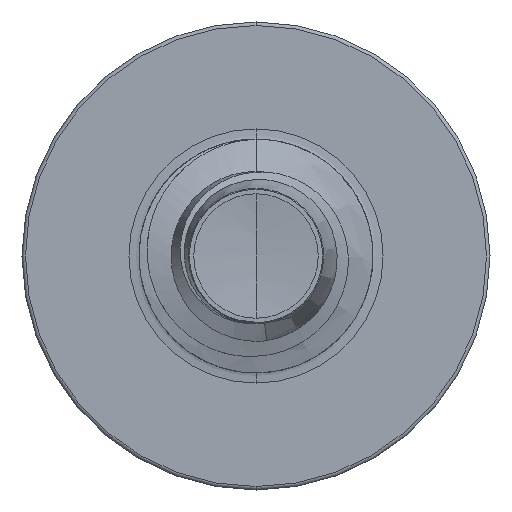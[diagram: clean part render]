
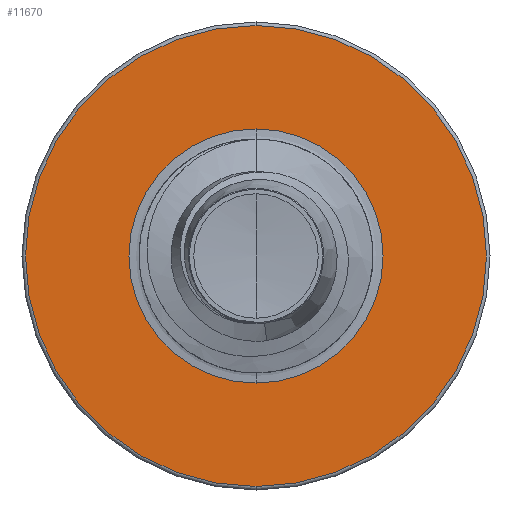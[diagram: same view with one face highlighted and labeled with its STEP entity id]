
A CAD part, front view. The second image highlights one B-rep face of the part: STEP entity #11670.
In plain terms, the highlighted planar face has unit normal (0, -1, 0).
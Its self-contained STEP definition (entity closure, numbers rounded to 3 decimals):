
#321 = AXIS2_PLACEMENT_3D ( 'NONE', #4312, #4284, #4262 ) ;
#822 = DIRECTION ( 'NONE',  ( 0., 0., 1. ) ) ;
#849 = DIRECTION ( 'NONE',  ( 0., 1., 0. ) ) ;
#855 = CARTESIAN_POINT ( 'NONE',  ( 0., 6., 0. ) ) ;
#885 = DIRECTION ( 'NONE',  ( 0., 0., 1. ) ) ;
#893 = DIRECTION ( 'NONE',  ( 0., 1., 0. ) ) ;
#910 = CARTESIAN_POINT ( 'NONE',  ( 0., 6., 0. ) ) ;
#927 = AXIS2_PLACEMENT_3D ( 'NONE', #11132, #11118, #11113 ) ;
#1354 = CIRCLE ( 'NONE', #927, 1.97 ) ;
#1969 = CARTESIAN_POINT ( 'NONE',  ( 0., 6., -1.086 ) ) ;
#2188 = CIRCLE ( 'NONE', #6913, 1.086 ) ;
#3964 = FACE_BOUND ( 'NONE', #12042, .T. ) ;
#4100 = DIRECTION ( 'NONE',  ( 0., 0., 1. ) ) ;
#4122 = DIRECTION ( 'NONE',  ( 0., 1., 0. ) ) ;
#4223 = CARTESIAN_POINT ( 'NONE',  ( 0., 6., -1.086 ) ) ;
#4262 = DIRECTION ( 'NONE',  ( 0., 0., 1. ) ) ;
#4284 = DIRECTION ( 'NONE',  ( 0., 1., 0. ) ) ;
#4312 = CARTESIAN_POINT ( 'NONE',  ( 0., 6., 0. ) ) ;
#4410 = PLANE ( 'NONE',  #14599 ) ;
#4659 = CARTESIAN_POINT ( 'NONE',  ( 0., 6., -1.97 ) ) ;
#5880 = CARTESIAN_POINT ( 'NONE',  ( 0., 6., 1.97 ) ) ;
#6269 = EDGE_CURVE ( 'NONE', #12353, #14534, #1354, .T. ) ;
#6474 = VERTEX_POINT ( 'NONE', #10416 ) ;
#6913 = AXIS2_PLACEMENT_3D ( 'NONE', #855, #849, #822 ) ;
#8135 = AXIS2_PLACEMENT_3D ( 'NONE', #910, #893, #885 ) ;
#9096 = EDGE_CURVE ( 'NONE', #6474, #14829, #15586, .T. ) ;
#10046 = ORIENTED_EDGE ( 'NONE', *, *, #12090, .T. ) ;
#10086 = EDGE_CURVE ( 'NONE', #14534, #12353, #15737, .T. ) ;
#10416 = CARTESIAN_POINT ( 'NONE',  ( 0., 6., 1.086 ) ) ;
#10780 = ORIENTED_EDGE ( 'NONE', *, *, #9096, .T. ) ;
#11113 = DIRECTION ( 'NONE',  ( 0., 0., 1. ) ) ;
#11118 = DIRECTION ( 'NONE',  ( 0., 1., 0. ) ) ;
#11132 = CARTESIAN_POINT ( 'NONE',  ( 0., 6., 0. ) ) ;
#11670 = ADVANCED_FACE ( 'NONE', ( #11842, #3964 ), #4410, .F. ) ;
#11842 = FACE_OUTER_BOUND ( 'NONE', #15851, .T. ) ;
#12042 = EDGE_LOOP ( 'NONE', ( #10780, #10046 ) ) ;
#12090 = EDGE_CURVE ( 'NONE', #14829, #6474, #2188, .T. ) ;
#12353 = VERTEX_POINT ( 'NONE', #5880 ) ;
#13816 = ORIENTED_EDGE ( 'NONE', *, *, #10086, .F. ) ;
#14534 = VERTEX_POINT ( 'NONE', #4659 ) ;
#14599 = AXIS2_PLACEMENT_3D ( 'NONE', #4223, #4122, #4100 ) ;
#14829 = VERTEX_POINT ( 'NONE', #1969 ) ;
#15586 = CIRCLE ( 'NONE', #321, 1.086 ) ;
#15737 = CIRCLE ( 'NONE', #8135, 1.97 ) ;
#15851 = EDGE_LOOP ( 'NONE', ( #16236, #13816 ) ) ;
#16236 = ORIENTED_EDGE ( 'NONE', *, *, #6269, .F. ) ;
